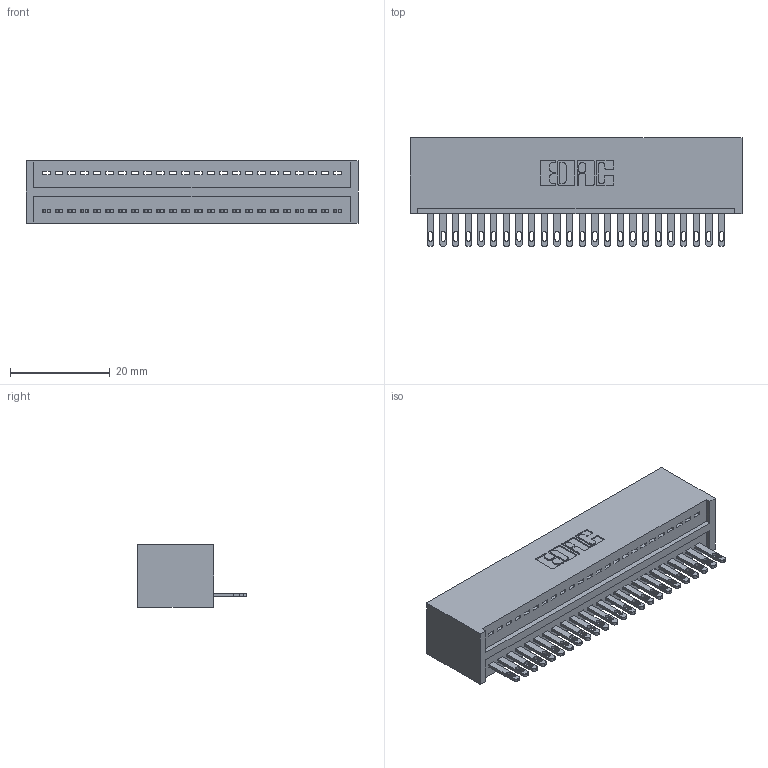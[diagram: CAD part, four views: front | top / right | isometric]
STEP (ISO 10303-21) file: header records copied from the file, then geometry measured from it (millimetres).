
FILE_DESCRIPTION (( 'STEP AP203' ), '1' );
FILE_NAME ('325-024-500-101.STEP', '2020-02-24T17:43:35', ( '' ), ( '' ), 'SwSTEP 2.0', 'SolidWorks 2016', '' );
FILE_SCHEMA (( 'CONFIG_CONTROL_DESIGN' ));
Length unit declared in the file: inch
Products named in the file (3): 325-292-001_325-293-100; 325 Part_Lugless; 325-024-500-101
Assembly tree (25 placements, depth 2):
  325-024-500-101
    325 Part_Lugless
    325-292-001_325-293-100  x24
Bounding box: 66.6 x 21.84 x 12.45 mm (x, y, z)
Volume: 8899.7 mm3; surface area: 9964.2 mm2
Topology: 25 solids, 25 shells, 1402 faces, 4319 edges, 2878 vertices
Faces by surface type: plane 930, cylinder 472
Entity records: 16653 total; most frequent: CARTESIAN_POINT 2882, ORIENTED_EDGE 2842, DIRECTION 2461, EDGE_CURVE 1421, VECTOR 1297, LINE 1297, VERTEX_POINT 946, AXIS2_PLACEMENT_3D 582
